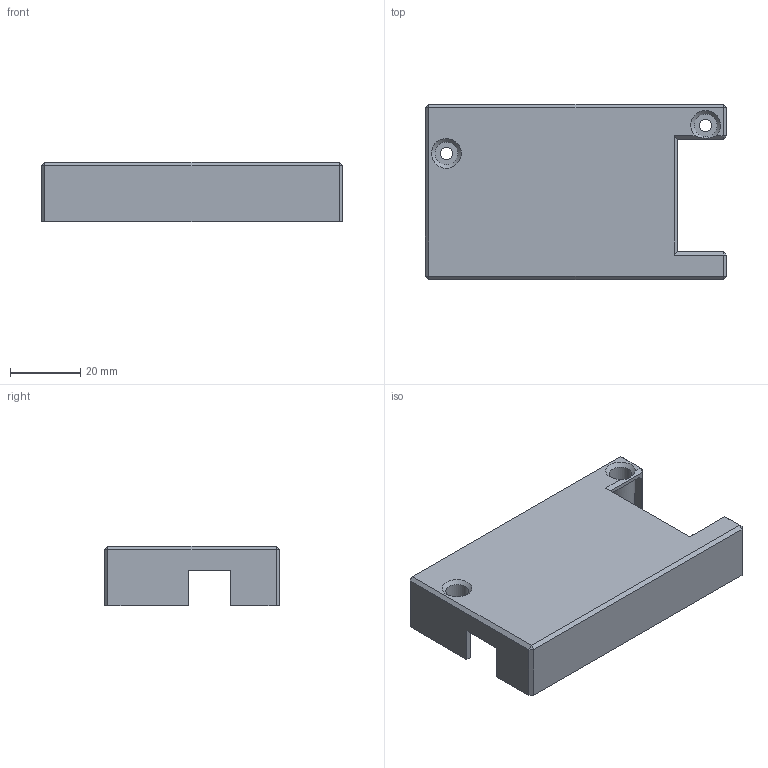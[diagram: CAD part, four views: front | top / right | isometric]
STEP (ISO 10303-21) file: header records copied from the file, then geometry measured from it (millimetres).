
FILE_DESCRIPTION(/* description */ (''),/* implementation_level */ '2;1');
FILE_NAME(/* name */ 'pd_case_top.step',/* time_stamp */ '2024-04-19T14:19:26+01:00',/* author */ (''),/* organization */ (''),/* preprocessor_version */ 'ST-DEVELOPER v20',/* originating_system */ 'Autodesk Translation Framework v12.20.1.177',/* authorisation */ '');
FILE_SCHEMA (('AUTOMOTIVE_DESIGN { 1 0 10303 214 3 1 1 }'));
Length unit declared in the file: millimetre
Products named in the file (2): Unbenannt; typec_pd_housing v5
Assembly tree (1 placements, depth 2):
  Unbenannt
    typec_pd_housing v5
Bounding box: 86 x 50 x 17 mm (x, y, z)
Volume: 13237.2 mm3; surface area: 15708.7 mm2
Topology: 1 solids, 1 shells, 67 faces, 159 edges, 97 vertices
Faces by surface type: plane 57, cylinder 8, cone 2
Full cylindrical faces by diameter (mm): 3 x2, 3.5 x2, 6.5 x2, 8 x2
Entity records: 1943 total; most frequent: CARTESIAN_POINT 328, DIRECTION 324, ORIENTED_EDGE 318, EDGE_CURVE 159, LINE 132, VECTOR 132, VERTEX_POINT 97, AXIS2_PLACEMENT_3D 96
